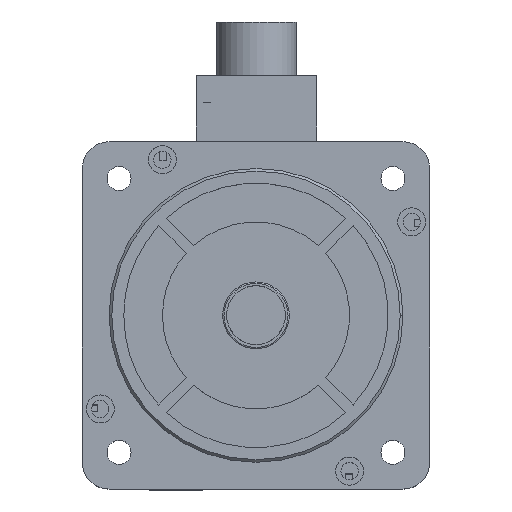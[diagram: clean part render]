
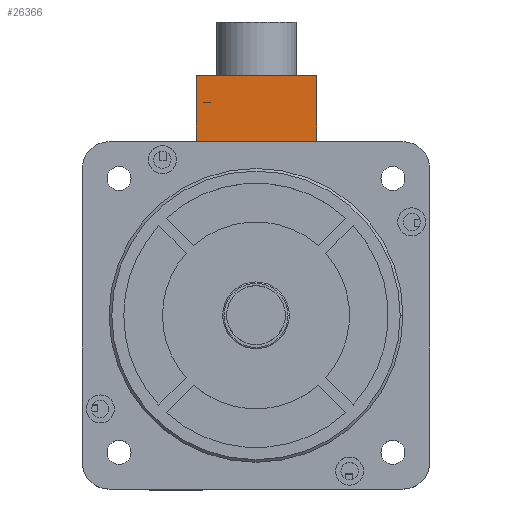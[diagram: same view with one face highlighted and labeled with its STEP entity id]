
A CAD part, top view. The second image highlights one B-rep face of the part: STEP entity #26366.
In plain terms, the highlighted face is planar.
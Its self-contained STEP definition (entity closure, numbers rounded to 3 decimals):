
#967 = EDGE_LOOP ( 'NONE', ( #24184, #22216, #15771, #8563 ) ) ;
#1497 = CARTESIAN_POINT ( 'NONE',  ( 45., 0., 0. ) ) ;
#1548 = LINE ( 'NONE', #13819, #6337 ) ;
#2078 = DIRECTION ( 'NONE',  ( 1., 0., 0. ) ) ;
#3239 = VERTEX_POINT ( 'NONE', #1497 ) ;
#4145 = DIRECTION ( 'NONE',  ( 0., 0., 1. ) ) ;
#5100 = AXIS2_PLACEMENT_3D ( 'NONE', #11847, #22107, #25878 ) ;
#6096 = EDGE_CURVE ( 'NONE', #25888, #25653, #7409, .T. ) ;
#6337 = VECTOR ( 'NONE', #2078, 1000. ) ;
#6642 = VERTEX_POINT ( 'NONE', #8969 ) ;
#7366 = VECTOR ( 'NONE', #23920, 1000. ) ;
#7409 = LINE ( 'NONE', #15272, #17649 ) ;
#8563 = ORIENTED_EDGE ( 'NONE', *, *, #24508, .T. ) ;
#8969 = CARTESIAN_POINT ( 'NONE',  ( 45., 0., -25. ) ) ;
#10124 = CARTESIAN_POINT ( 'NONE',  ( 45., 0., -25. ) ) ;
#11605 = CARTESIAN_POINT ( 'NONE',  ( 0., 0., 0. ) ) ;
#11847 = CARTESIAN_POINT ( 'NONE',  ( 0., 0., -25. ) ) ;
#13819 = CARTESIAN_POINT ( 'NONE',  ( 0., 0., -25. ) ) ;
#15272 = CARTESIAN_POINT ( 'NONE',  ( 0., 0., -25. ) ) ;
#15285 = VECTOR ( 'NONE', #4145, 1000. ) ;
#15460 = DIRECTION ( 'NONE',  ( 0., 0., 1. ) ) ;
#15771 = ORIENTED_EDGE ( 'NONE', *, *, #24431, .T. ) ;
#16051 = CARTESIAN_POINT ( 'NONE',  ( 0., 0., 0. ) ) ;
#16155 = FACE_OUTER_BOUND ( 'NONE', #967, .T. ) ;
#17649 = VECTOR ( 'NONE', #15460, 1000. ) ;
#17973 = EDGE_CURVE ( 'NONE', #25653, #3239, #25293, .T. ) ;
#22107 = DIRECTION ( 'NONE',  ( 0., -1., 0. ) ) ;
#22216 = ORIENTED_EDGE ( 'NONE', *, *, #6096, .F. ) ;
#22486 = CARTESIAN_POINT ( 'NONE',  ( 0., 0., -25. ) ) ;
#23920 = DIRECTION ( 'NONE',  ( 1., 0., 0. ) ) ;
#24184 = ORIENTED_EDGE ( 'NONE', *, *, #17973, .F. ) ;
#24431 = EDGE_CURVE ( 'NONE', #25888, #6642, #1548, .T. ) ;
#24508 = EDGE_CURVE ( 'NONE', #6642, #3239, #26178, .T. ) ;
#25293 = LINE ( 'NONE', #16051, #7366 ) ;
#25653 = VERTEX_POINT ( 'NONE', #11605 ) ;
#25878 = DIRECTION ( 'NONE',  ( 0., 0., -1. ) ) ;
#25888 = VERTEX_POINT ( 'NONE', #22486 ) ;
#26178 = LINE ( 'NONE', #10124, #15285 ) ;
#26228 = PLANE ( 'NONE',  #5100 ) ;
#26366 = ADVANCED_FACE ( 'NONE', ( #16155 ), #26228, .T. ) ;
